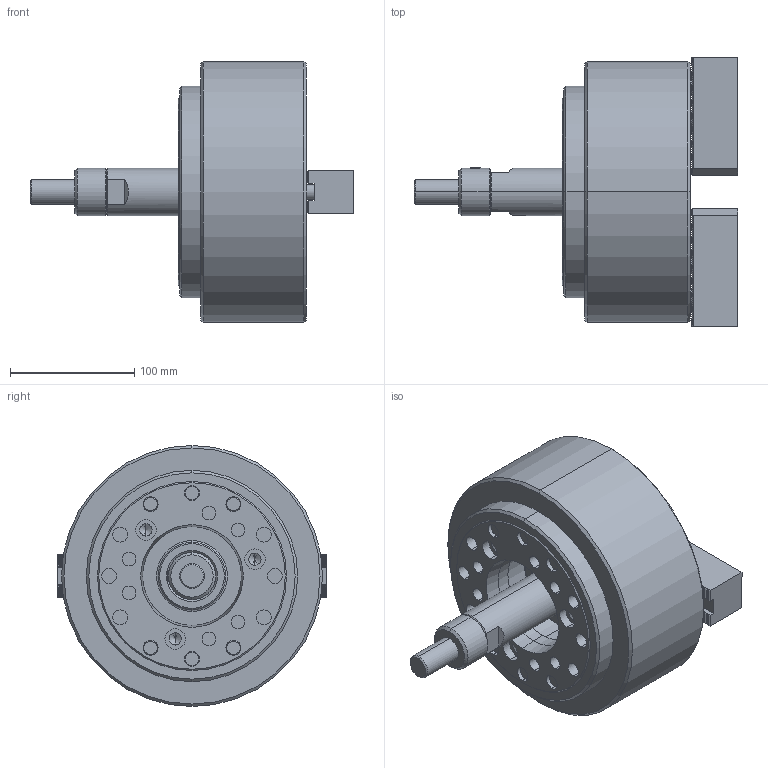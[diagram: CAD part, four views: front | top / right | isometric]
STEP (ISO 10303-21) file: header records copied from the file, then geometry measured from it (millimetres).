
FILE_DESCRIPTION (( 'STEP AP203' ), '1' );
FILE_NAME ('2P-08A5 外觀參考.STEP', '2013-11-11T03:40:37', ( 'user' ), ( '' ), 'SwSTEP 2.0', 'SolidWorks 2010', '' );
FILE_SCHEMA (( 'CONFIG_CONTROL_DESIGN' ));
Length unit declared in the file: metre
Products named in the file (13): M12x30; M5x12; 3P-08連接管; M12x85; 2P-08A5 外觀參考; 2P-08本體; 2P-08中仁; 2P-08防塵蓋; 3P-08連接管螺栓; 3P-08連接管螺帽; M8x10固定螺絲; 3H-08A5法蘭板; SJ-08
Assembly tree (24 placements, depth 2):
  2P-08A5 外觀參考
    M12x30  x4
    3P-08連接管螺栓
    M12x85  x6
    3P-08連接管螺帽
    M5x12  x4
    2P-08防塵蓋
    3P-08連接管
    SJ-08  x2
    3H-08A5法蘭板
    M8x10固定螺絲
    2P-08本體
    2P-08中仁
Bounding box: 260.3 x 216.75 x 210 mm (x, y, z)
Volume: 3322979.3 mm3; surface area: 405090.6 mm2
Topology: 24 solids, 24 shells, 1793 faces, 4860 edges, 3132 vertices
Faces by surface type: plane 1090, cylinder 498, cone 195, torus 10
Entity records: 32498 total; most frequent: CARTESIAN_POINT 6408, ORIENTED_EDGE 5240, DIRECTION 4911, EDGE_CURVE 2620, LINE 1727, VECTOR 1727, VERTEX_POINT 1713, AXIS2_PLACEMENT_3D 1592
